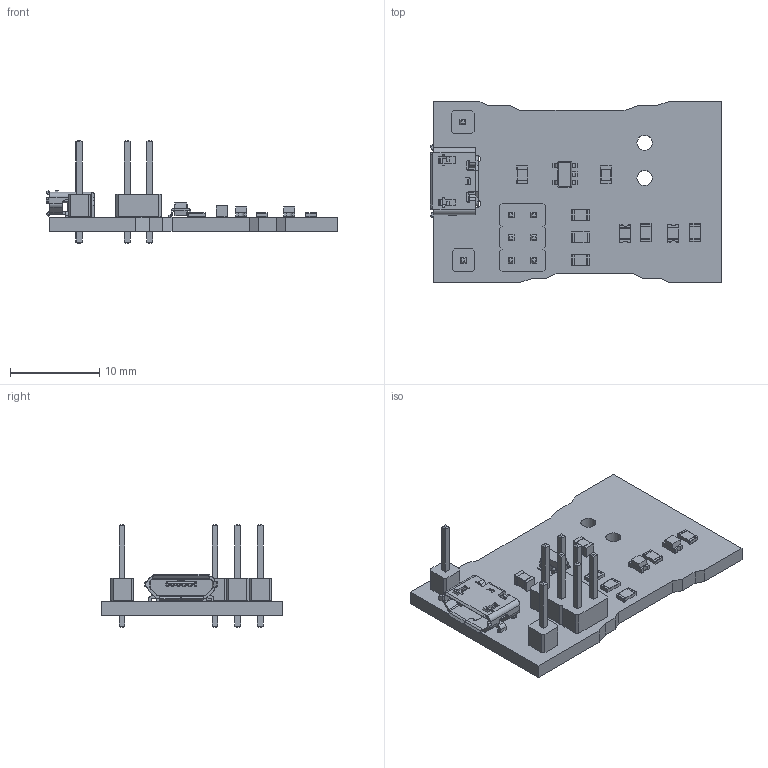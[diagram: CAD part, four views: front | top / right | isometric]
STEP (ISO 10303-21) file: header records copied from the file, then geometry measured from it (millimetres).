
FILE_DESCRIPTION(('KiCad electronic assembly'),'2;1');
FILE_NAME('Simple_BMS.step','2019-09-20T01:56:11',('An Author'),( 'A Company'),'Open CASCADE STEP processor 6.9', 'KiCad to STEP converter','Unknown');
FILE_SCHEMA(('AUTOMOTIVE_DESIGN { 1 0 10303 214 1 1 1 1 }'));
Length unit declared in the file: millimetre
Products named in the file (16): Open CASCADE STEP translator 6.9 1; User_Library-MicroUSB-B_Molex_105017-0001; SOLID; SOT-23-5; C_0805_2012Metric; LED_0805_2012Metric_Castellated; PinHeader_2x03_P2.54mm_Vertical; R_0805_2012Metric; PinHeader_1x01_P2.54mm_Vertical; COMPOUND
Assembly tree (22 placements, depth 3):
  Open CASCADE STEP translator 6.9 1
    User_Library-MicroUSB-B_Molex_105017-0001
      SOLID
    SOT-23-5
      SOLID
    C_0805_2012Metric  x2
      SOLID
    LED_0805_2012Metric_Castellated  x2
      SOLID
    PinHeader_2x03_P2.54mm_Vertical
      SOLID
    R_0805_2012Metric  x5
      SOLID
    PinHeader_1x01_P2.54mm_Vertical  x2
      SOLID
    COMPOUND
Bounding box: 32.74 x 20.32 x 11.54 mm (x, y, z)
Volume: 1205.5 mm3; surface area: 2244 mm2
Topology: 15 solids, 15 shells, 1037 faces, 2841 edges, 1822 vertices
Faces by surface type: plane 742, cylinder 258, bspline 37
Full cylindrical faces by diameter (mm): 0.85 x2, 1 x8, 1.7 x2
Entity records: 61138 total; most frequent: CARTESIAN_POINT 11858, DIRECTION 8678, LINE 6013, VECTOR 6013, ORIENTED_EDGE 4648, PCURVE 4648, DEFINITIONAL_REPRESENTATION 4648, EDGE_CURVE 2324
